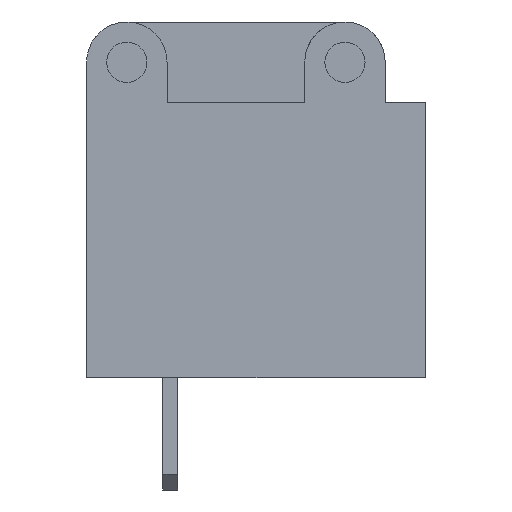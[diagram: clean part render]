
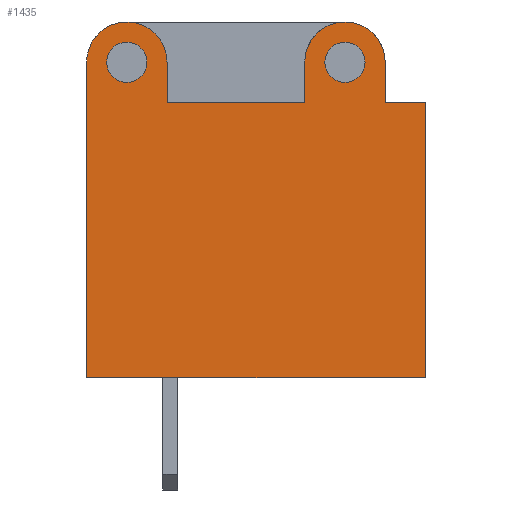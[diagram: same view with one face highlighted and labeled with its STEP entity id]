
A CAD part, left-side view. The second image highlights one B-rep face of the part: STEP entity #1435.
In plain terms, the highlighted planar face has unit normal (-1, 0, 0).
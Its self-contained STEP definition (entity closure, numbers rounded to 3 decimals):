
#13=DIRECTION('',(0.,0.,1.));
#22=VERTEX_POINT('',#23);
#23=CARTESIAN_POINT('',(-5.5,-12.05,0.));
#28=DIRECTION('',(1.,0.,0.));
#30=EDGE_CURVE('',#22,#31,#33,.T.);
#31=VERTEX_POINT('',#32);
#32=CARTESIAN_POINT('',(-5.5,-12.05,13.));
#33=LINE('',#23,#34);
#34=VECTOR('',#13,1.);
#58=VECTOR('',#59,1.);
#59=DIRECTION('',(0.,0.,-1.));
#215=DIRECTION('',(0.,1.,0.));
#220=EDGE_CURVE('',#221,#22,#223,.T.);
#221=VERTEX_POINT('',#222);
#222=CARTESIAN_POINT('',(-5.5,3.95,0.));
#223=LINE('',#222,#224);
#224=VECTOR('',#225,1.);
#225=DIRECTION('',(0.,-1.,0.));
#237=DIRECTION('',(-1.,0.,0.));
#672=VECTOR('',#673,1.);
#673=DIRECTION('',(0.,0.,-1.));
#1428=VERTEX_POINT('',#1429);
#1429=CARTESIAN_POINT('',(-5.5,-10.15,13.));
#1431=ORIENTED_EDGE('',*,*,#1432,.T.);
#1432=EDGE_CURVE('',#1428,#31,#1433,.T.);
#1433=LINE('',#1434,#224);
#1434=CARTESIAN_POINT('',(-5.5,3.95,13.));
#1435=ADVANCED_FACE('',(#1436,#1476,#1484),#1492,.F.);
#1436=FACE_BOUND('',#1437,.F.);
#1437=EDGE_LOOP('',(#1438,#1443,#1450,#1455,#1459,#1464,#1471,#1431,#1474,#1475));
#1438=ORIENTED_EDGE('',*,*,#1439,.F.);
#1439=EDGE_CURVE('',#1440,#221,#1442,.T.);
#1440=VERTEX_POINT('',#1441);
#1441=CARTESIAN_POINT('',(-5.5,3.95,14.9));
#1442=LINE('',#1441,#58);
#1443=ORIENTED_EDGE('',*,*,#1444,.T.);
#1444=EDGE_CURVE('',#1440,#1445,#1447,.T.);
#1445=VERTEX_POINT('',#1446);
#1446=CARTESIAN_POINT('',(-5.5,0.15,14.9));
#1447=CIRCLE('',#1448,1.9);
#1448=AXIS2_PLACEMENT_3D('',#1449,#28,#215);
#1449=CARTESIAN_POINT('',(-5.5,2.05,14.9));
#1450=ORIENTED_EDGE('',*,*,#1451,.T.);
#1451=EDGE_CURVE('',#1445,#1452,#1454,.T.);
#1452=VERTEX_POINT('',#1453);
#1453=CARTESIAN_POINT('',(-5.5,0.15,13.));
#1454=LINE('',#1446,#672);
#1455=ORIENTED_EDGE('',*,*,#1456,.T.);
#1456=EDGE_CURVE('',#1452,#1457,#1433,.T.);
#1457=VERTEX_POINT('',#1458);
#1458=CARTESIAN_POINT('',(-5.5,-6.35,13.));
#1459=ORIENTED_EDGE('',*,*,#1460,.T.);
#1460=EDGE_CURVE('',#1457,#1461,#1463,.T.);
#1461=VERTEX_POINT('',#1462);
#1462=CARTESIAN_POINT('',(-5.5,-6.35,14.9));
#1463=LINE('',#1458,#34);
#1464=ORIENTED_EDGE('',*,*,#1465,.T.);
#1465=EDGE_CURVE('',#1461,#1466,#1468,.T.);
#1466=VERTEX_POINT('',#1467);
#1467=CARTESIAN_POINT('',(-5.5,-10.15,14.9));
#1468=CIRCLE('',#1469,1.9);
#1469=AXIS2_PLACEMENT_3D('',#1470,#28,#215);
#1470=CARTESIAN_POINT('',(-5.5,-8.25,14.9));
#1471=ORIENTED_EDGE('',*,*,#1472,.T.);
#1472=EDGE_CURVE('',#1466,#1428,#1473,.T.);
#1473=LINE('',#1467,#672);
#1474=ORIENTED_EDGE('',*,*,#30,.F.);
#1475=ORIENTED_EDGE('',*,*,#220,.F.);
#1476=FACE_BOUND('',#1477,.F.);
#1477=EDGE_LOOP('',(#1478));
#1478=ORIENTED_EDGE('',*,*,#1479,.T.);
#1479=EDGE_CURVE('',#1480,#1480,#1482,.T.);
#1480=VERTEX_POINT('',#1481);
#1481=CARTESIAN_POINT('',(-5.5,1.1,14.9));
#1482=CIRCLE('',#1483,0.95);
#1483=AXIS2_PLACEMENT_3D('',#1449,#237,#225);
#1484=FACE_BOUND('',#1485,.F.);
#1485=EDGE_LOOP('',(#1486));
#1486=ORIENTED_EDGE('',*,*,#1487,.T.);
#1487=EDGE_CURVE('',#1488,#1488,#1490,.T.);
#1488=VERTEX_POINT('',#1489);
#1489=CARTESIAN_POINT('',(-5.5,-9.2,14.9));
#1490=CIRCLE('',#1491,0.95);
#1491=AXIS2_PLACEMENT_3D('',#1470,#237,#225);
#1492=PLANE('',#1493);
#1493=AXIS2_PLACEMENT_3D('',#222,#28,#225);
